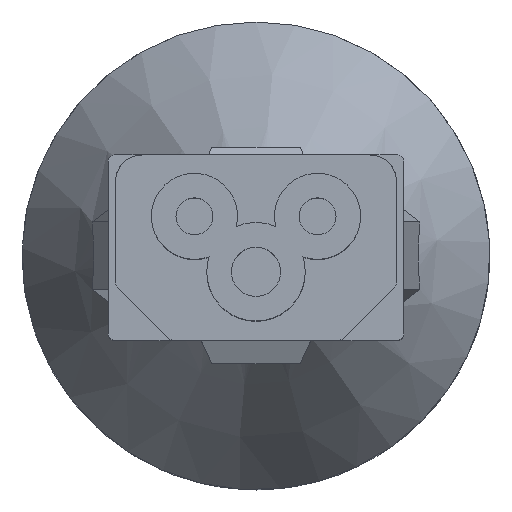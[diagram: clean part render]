
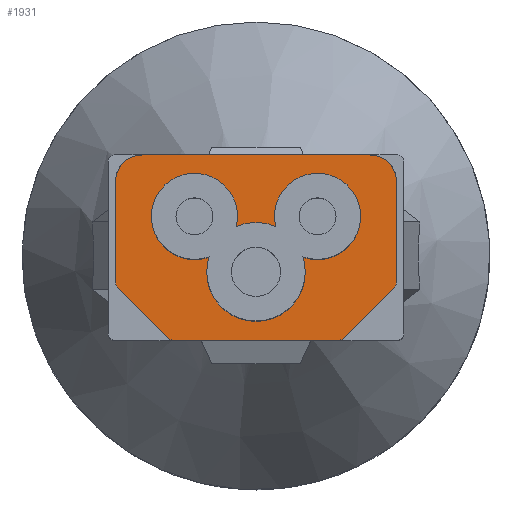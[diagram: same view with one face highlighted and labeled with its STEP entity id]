
A CAD part, top view. The second image highlights one B-rep face of the part: STEP entity #1931.
In plain terms, the highlighted planar face has unit normal (0, 0, 1).
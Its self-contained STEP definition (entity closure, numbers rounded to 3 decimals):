
#86 = AXIS2_PLACEMENT_3D ( 'NONE', #9845, #9834, #9818 ) ;
#135 = DIRECTION ( 'NONE',  ( -1., 0., 0. ) ) ;
#230 = DIRECTION ( 'NONE',  ( 0., 0., 1. ) ) ;
#251 = CIRCLE ( 'NONE', #1188, 3.5 ) ;
#260 = LINE ( 'NONE', #6257, #6250 ) ;
#266 = CARTESIAN_POINT ( 'NONE',  ( 0., -2., 195. ) ) ;
#356 = VERTEX_POINT ( 'NONE', #7372 ) ;
#455 = VERTEX_POINT ( 'NONE', #6896 ) ;
#491 = CIRCLE ( 'NONE', #1191, 4. ) ;
#530 = VERTEX_POINT ( 'NONE', #6785 ) ;
#689 = VERTEX_POINT ( 'NONE', #6292 ) ;
#894 = LINE ( 'NONE', #3949, #5038 ) ;
#1091 = ORIENTED_EDGE ( 'NONE', *, *, #4617, .T. ) ;
#1133 = CIRCLE ( 'NONE', #5414, 2.132 ) ;
#1188 = AXIS2_PLACEMENT_3D ( 'NONE', #8074, #8037, #7969 ) ;
#1191 = AXIS2_PLACEMENT_3D ( 'NONE', #9310, #9146, #9121 ) ;
#1199 = VECTOR ( 'NONE', #9718, 1000. ) ;
#1218 = AXIS2_PLACEMENT_3D ( 'NONE', #3816, #3311, #2944 ) ;
#1227 = AXIS2_PLACEMENT_3D ( 'NONE', #266, #230, #135 ) ;
#1235 = VERTEX_POINT ( 'NONE', #3554 ) ;
#1253 = AXIS2_PLACEMENT_3D ( 'NONE', #7427, #7417, #7373 ) ;
#1336 = AXIS2_PLACEMENT_3D ( 'NONE', #3789, #3732, #3756 ) ;
#1559 = AXIS2_PLACEMENT_3D ( 'NONE', #5865, #5826, #5791 ) ;
#1662 = CARTESIAN_POINT ( 'NONE',  ( 11.2, -3.327, 195. ) ) ;
#1931 = ADVANCED_FACE ( 'NONE', ( #7776, #9387 ), #9961, .T. ) ;
#2139 = ORIENTED_EDGE ( 'NONE', *, *, #5950, .F. ) ;
#2371 = EDGE_CURVE ( 'NONE', #9468, #9281, #9298, .T. ) ;
#2516 = CIRCLE ( 'NONE', #1336, 0.76 ) ;
#2620 = CARTESIAN_POINT ( 'NONE',  ( -6.695, -6.756, 195. ) ) ;
#2635 = DIRECTION ( 'NONE',  ( 0., 0., 1. ) ) ;
#2645 = DIRECTION ( 'NONE',  ( 1., 0., 0. ) ) ;
#2740 = VECTOR ( 'NONE', #4747, 1000. ) ;
#2944 = DIRECTION ( 'NONE',  ( 1., 0., 0. ) ) ;
#3047 = EDGE_CURVE ( 'NONE', #9281, #5459, #5297, .T. ) ;
#3061 = EDGE_CURVE ( 'NONE', #6488, #7546, #1133, .T. ) ;
#3110 = ORIENTED_EDGE ( 'NONE', *, *, #4301, .T. ) ;
#3201 = EDGE_CURVE ( 'NONE', #7546, #9468, #894, .T. ) ;
#3311 = DIRECTION ( 'NONE',  ( 0., 0., 1. ) ) ;
#3313 = ORIENTED_EDGE ( 'NONE', *, *, #5186, .T. ) ;
#3331 = EDGE_CURVE ( 'NONE', #5459, #6106, #7581, .T. ) ;
#3378 = CARTESIAN_POINT ( 'NONE',  ( -11.4, 5.386, 195. ) ) ;
#3446 = CARTESIAN_POINT ( 'NONE',  ( -11.2, -3.327, 195. ) ) ;
#3554 = CARTESIAN_POINT ( 'NONE',  ( 1.601, 1.666, 195. ) ) ;
#3611 = DIRECTION ( 'NONE',  ( 0.707, -0.707, 0. ) ) ;
#3634 = EDGE_CURVE ( 'NONE', #6106, #6696, #8906, .T. ) ;
#3720 = CARTESIAN_POINT ( 'NONE',  ( -9.268, 5.386, 195. ) ) ;
#3723 = DIRECTION ( 'NONE',  ( 0., 0., 1. ) ) ;
#3732 = DIRECTION ( 'NONE',  ( 0., 0., 1. ) ) ;
#3733 = DIRECTION ( 'NONE',  ( -1., 0., 0. ) ) ;
#3756 = DIRECTION ( 'NONE',  ( 1., 0., 0. ) ) ;
#3788 = DIRECTION ( 'NONE',  ( 0., -1., 0. ) ) ;
#3789 = CARTESIAN_POINT ( 'NONE',  ( 10.641, -2.813, 195. ) ) ;
#3816 = CARTESIAN_POINT ( 'NONE',  ( 5., 2.5, 195. ) ) ;
#3868 = CARTESIAN_POINT ( 'NONE',  ( -11.4, -2.845, 195. ) ) ;
#3909 = CARTESIAN_POINT ( 'NONE',  ( -1.601, 1.666, 195. ) ) ;
#3949 = CARTESIAN_POINT ( 'NONE',  ( -11.4, 5.386, 195. ) ) ;
#4027 = CARTESIAN_POINT ( 'NONE',  ( -6.728, -7.517, 195. ) ) ;
#4108 = ORIENTED_EDGE ( 'NONE', *, *, #5527, .T. ) ;
#4157 = CARTESIAN_POINT ( 'NONE',  ( -11.2, -3.327, 195. ) ) ;
#4301 = EDGE_CURVE ( 'NONE', #6696, #4411, #7902, .T. ) ;
#4364 = ORIENTED_EDGE ( 'NONE', *, *, #6090, .F. ) ;
#4400 = VERTEX_POINT ( 'NONE', #5782 ) ;
#4411 = VERTEX_POINT ( 'NONE', #5661 ) ;
#4617 = EDGE_CURVE ( 'NONE', #4411, #5856, #5756, .T. ) ;
#4747 = DIRECTION ( 'NONE',  ( 1., 0., 0. ) ) ;
#4880 = CARTESIAN_POINT ( 'NONE',  ( 7.21, -7.318, 195. ) ) ;
#4918 = DIRECTION ( 'NONE',  ( 0.707, 0.707, 0. ) ) ;
#5038 = VECTOR ( 'NONE', #3788, 1000. ) ;
#5186 = EDGE_CURVE ( 'NONE', #5856, #356, #2516, .T. ) ;
#5199 = AXIS2_PLACEMENT_3D ( 'NONE', #2620, #2635, #2645 ) ;
#5249 = VECTOR ( 'NONE', #4918, 1000. ) ;
#5254 = ORIENTED_EDGE ( 'NONE', *, *, #3201, .T. ) ;
#5297 = LINE ( 'NONE', #3446, #9170 ) ;
#5339 = EDGE_CURVE ( 'NONE', #356, #455, #7780, .T. ) ;
#5414 = AXIS2_PLACEMENT_3D ( 'NONE', #3720, #3723, #3733 ) ;
#5459 = VERTEX_POINT ( 'NONE', #7772 ) ;
#5492 = EDGE_CURVE ( 'NONE', #455, #530, #8607, .T. ) ;
#5527 = EDGE_CURVE ( 'NONE', #530, #6488, #260, .T. ) ;
#5606 = CIRCLE ( 'NONE', #1218, 3.5 ) ;
#5661 = CARTESIAN_POINT ( 'NONE',  ( 7.21, -7.318, 195. ) ) ;
#5756 = LINE ( 'NONE', #4880, #5249 ) ;
#5782 = CARTESIAN_POINT ( 'NONE',  ( -3.813, -0.793, 195. ) ) ;
#5791 = DIRECTION ( 'NONE',  ( -1., 0., 0. ) ) ;
#5826 = DIRECTION ( 'NONE',  ( 0., 0., 1. ) ) ;
#5856 = VERTEX_POINT ( 'NONE', #1662 ) ;
#5865 = CARTESIAN_POINT ( 'NONE',  ( 6.719, -6.816, 195. ) ) ;
#5950 = EDGE_CURVE ( 'NONE', #1235, #9374, #9588, .T. ) ;
#6003 = EDGE_CURVE ( 'NONE', #689, #1235, #5606, .T. ) ;
#6015 = ORIENTED_EDGE ( 'NONE', *, *, #3331, .T. ) ;
#6052 = EDGE_CURVE ( 'NONE', #4400, #689, #491, .T. ) ;
#6090 = EDGE_CURVE ( 'NONE', #9374, #4400, #251, .T. ) ;
#6106 = VERTEX_POINT ( 'NONE', #8451 ) ;
#6203 = DIRECTION ( 'NONE',  ( -1., 0., 0. ) ) ;
#6250 = VECTOR ( 'NONE', #6203, 1000. ) ;
#6257 = CARTESIAN_POINT ( 'NONE',  ( 9.219, 7.517, 195. ) ) ;
#6283 = ORIENTED_EDGE ( 'NONE', *, *, #5492, .T. ) ;
#6292 = CARTESIAN_POINT ( 'NONE',  ( 3.813, -0.793, 195. ) ) ;
#6488 = VERTEX_POINT ( 'NONE', #9849 ) ;
#6696 = VERTEX_POINT ( 'NONE', #8934 ) ;
#6785 = CARTESIAN_POINT ( 'NONE',  ( 9.219, 7.517, 195. ) ) ;
#6896 = CARTESIAN_POINT ( 'NONE',  ( 11.4, 5.386, 195. ) ) ;
#7372 = CARTESIAN_POINT ( 'NONE',  ( 11.4, -2.845, 195. ) ) ;
#7373 = DIRECTION ( 'NONE',  ( 1., 0., 0. ) ) ;
#7417 = DIRECTION ( 'NONE',  ( 0., 0., 1. ) ) ;
#7427 = CARTESIAN_POINT ( 'NONE',  ( 9.268, 5.386, 195. ) ) ;
#7470 = AXIS2_PLACEMENT_3D ( 'NONE', #9475, #9494, #9504 ) ;
#7546 = VERTEX_POINT ( 'NONE', #3378 ) ;
#7581 = CIRCLE ( 'NONE', #5199, 0.762 ) ;
#7743 = EDGE_LOOP ( 'NONE', ( #2139, #8375, #8629, #4364 ) ) ;
#7772 = CARTESIAN_POINT ( 'NONE',  ( -7.21, -7.318, 195. ) ) ;
#7776 = FACE_OUTER_BOUND ( 'NONE', #9553, .T. ) ;
#7780 = LINE ( 'NONE', #9798, #1199 ) ;
#7902 = CIRCLE ( 'NONE', #1559, 0.702 ) ;
#7905 = ORIENTED_EDGE ( 'NONE', *, *, #2371, .T. ) ;
#7969 = DIRECTION ( 'NONE',  ( -1., 0., 0. ) ) ;
#8037 = DIRECTION ( 'NONE',  ( 0., 0., 1. ) ) ;
#8074 = CARTESIAN_POINT ( 'NONE',  ( -5., 2.5, 195. ) ) ;
#8148 = ORIENTED_EDGE ( 'NONE', *, *, #3047, .T. ) ;
#8375 = ORIENTED_EDGE ( 'NONE', *, *, #6003, .F. ) ;
#8451 = CARTESIAN_POINT ( 'NONE',  ( -6.728, -7.517, 195. ) ) ;
#8607 = CIRCLE ( 'NONE', #1253, 2.132 ) ;
#8629 = ORIENTED_EDGE ( 'NONE', *, *, #6052, .F. ) ;
#8906 = LINE ( 'NONE', #4027, #2740 ) ;
#8934 = CARTESIAN_POINT ( 'NONE',  ( 6.728, -7.517, 195. ) ) ;
#9121 = DIRECTION ( 'NONE',  ( -1., 0., 0. ) ) ;
#9146 = DIRECTION ( 'NONE',  ( 0., 0., 1. ) ) ;
#9170 = VECTOR ( 'NONE', #3611, 1000. ) ;
#9281 = VERTEX_POINT ( 'NONE', #4157 ) ;
#9298 = CIRCLE ( 'NONE', #7470, 0.833 ) ;
#9310 = CARTESIAN_POINT ( 'NONE',  ( 0., -2., 195. ) ) ;
#9374 = VERTEX_POINT ( 'NONE', #3909 ) ;
#9387 = FACE_BOUND ( 'NONE', #7743, .T. ) ;
#9468 = VERTEX_POINT ( 'NONE', #3868 ) ;
#9475 = CARTESIAN_POINT ( 'NONE',  ( -10.569, -2.783, 195. ) ) ;
#9494 = DIRECTION ( 'NONE',  ( 0., 0., 1. ) ) ;
#9504 = DIRECTION ( 'NONE',  ( -1., 0., 0. ) ) ;
#9506 = ORIENTED_EDGE ( 'NONE', *, *, #5339, .T. ) ;
#9553 = EDGE_LOOP ( 'NONE', ( #9696, #5254, #7905, #8148, #6015, #9882, #3110, #1091, #3313, #9506, #6283, #4108 ) ) ;
#9588 = CIRCLE ( 'NONE', #1227, 4. ) ;
#9696 = ORIENTED_EDGE ( 'NONE', *, *, #3061, .T. ) ;
#9718 = DIRECTION ( 'NONE',  ( 0., 1., 0. ) ) ;
#9798 = CARTESIAN_POINT ( 'NONE',  ( 11.4, -2.845, 195. ) ) ;
#9818 = DIRECTION ( 'NONE',  ( -1., 0., 0. ) ) ;
#9834 = DIRECTION ( 'NONE',  ( 0., 0., 1. ) ) ;
#9845 = CARTESIAN_POINT ( 'NONE',  ( -9.268, 5.386, 195. ) ) ;
#9849 = CARTESIAN_POINT ( 'NONE',  ( -9.219, 7.517, 195. ) ) ;
#9882 = ORIENTED_EDGE ( 'NONE', *, *, #3634, .T. ) ;
#9961 = PLANE ( 'NONE',  #86 ) ;
